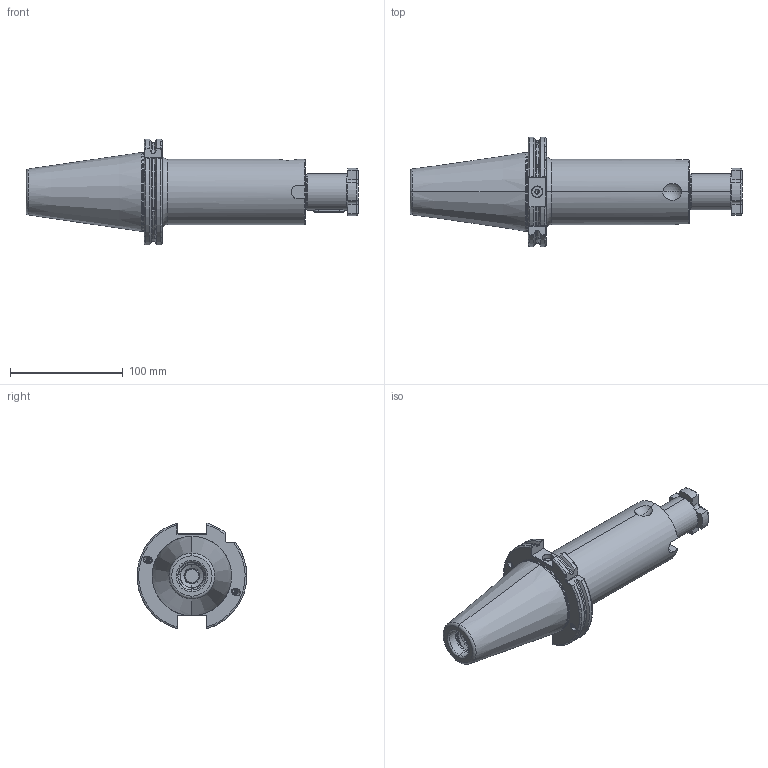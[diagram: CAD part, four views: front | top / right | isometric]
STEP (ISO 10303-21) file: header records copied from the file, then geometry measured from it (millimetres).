
FILE_DESCRIPTION (( 'STEP AP203' ), '1' );
FILE_NAME ('503.10.32.2.STEP', '2016-07-23T00:48:32', ( '' ), ( '' ), 'SwSTEP 2.0', 'SolidWorks 2012', '' );
FILE_SCHEMA (( 'CONFIG_CONTROL_DESIGN' ));
Length unit declared in the file: millimetre
Products named in the file (4): 十字螺絲FMB32; SC32用鍵_8x7x28L; 503.10.32.2
Assembly tree (3 placements, depth 2):
  503.10.32.2
    503.10.32.2
    十字螺絲FMB32
    SC32用鍵_8x7x28L
Bounding box: 294.75 x 97.32 x 93.81 mm (x, y, z)
Volume: 647048.5 mm3; surface area: 90663.9 mm2
Topology: 3 solids, 3 shells, 409 faces, 1097 edges, 685 vertices
Faces by surface type: cylinder 194, plane 82, cone 51, torus 51, bspline 29, sphere 2
Entity records: 30392 total; most frequent: CARTESIAN_POINT 20847, ORIENTED_EDGE 2166, DIRECTION 1658, EDGE_CURVE 1083, VERTEX_POINT 685, AXIS2_PLACEMENT_3D 641, EDGE_LOOP 426, FACE_OUTER_BOUND 409
